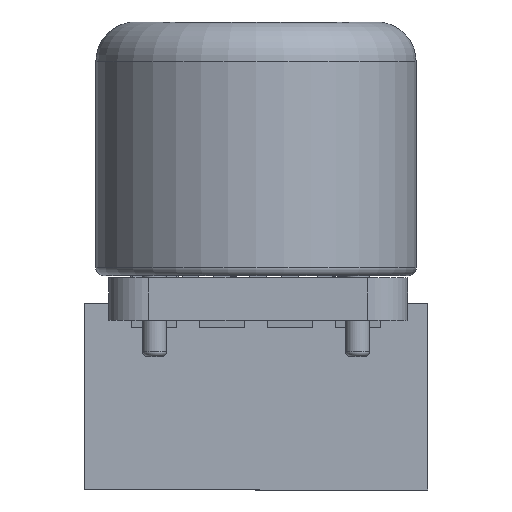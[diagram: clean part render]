
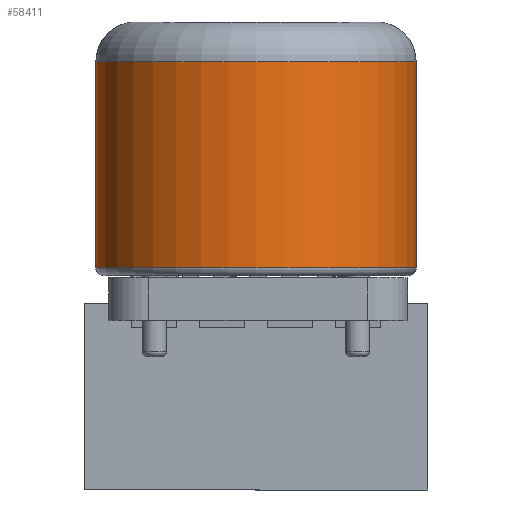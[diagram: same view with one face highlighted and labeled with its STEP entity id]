
A CAD part, front view. The second image highlights one B-rep face of the part: STEP entity #58411.
In plain terms, the highlighted cylindrical face has radius 6 mm (diameter 12 mm), a full revolution.
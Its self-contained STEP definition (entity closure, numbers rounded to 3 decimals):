
#58411 = ADVANCED_FACE('',(#58412),#58425,.T.);
#58412 = FACE_BOUND('',#58413,.T.);
#58413 = EDGE_LOOP('',(#58414,#58448,#58471,#58498));
#58414 = ORIENTED_EDGE('',*,*,#58415,.T.);
#58415 = EDGE_CURVE('',#58416,#58416,#58418,.T.);
#58416 = VERTEX_POINT('',#58417);
#58417 = CARTESIAN_POINT('',(9.8,0.,0.33));
#58418 = SURFACE_CURVE('',#58419,(#58424,#58436),.PCURVE_S1.);
#58419 = CIRCLE('',#58420,6.);
#58420 = AXIS2_PLACEMENT_3D('',#58421,#58422,#58423);
#58421 = CARTESIAN_POINT('',(3.8,0.,0.33));
#58422 = DIRECTION('',(0.,0.,1.));
#58423 = DIRECTION('',(1.,0.,0.));
#58424 = PCURVE('',#58425,#58430);
#58425 = CYLINDRICAL_SURFACE('',#58426,6.);
#58426 = AXIS2_PLACEMENT_3D('',#58427,#58428,#58429);
#58427 = CARTESIAN_POINT('',(3.8,0.,0.03));
#58428 = DIRECTION('',(-0.,-0.,-1.));
#58429 = DIRECTION('',(1.,0.,0.));
#58430 = DEFINITIONAL_REPRESENTATION('',(#58431),#58435);
#58431 = LINE('',#58432,#58433);
#58432 = CARTESIAN_POINT('',(6.283,-0.3));
#58433 = VECTOR('',#58434,1.);
#58434 = DIRECTION('',(-1.,0.));
#58435 = ( GEOMETRIC_REPRESENTATION_CONTEXT(2) 
PARAMETRIC_REPRESENTATION_CONTEXT() REPRESENTATION_CONTEXT('2D SPACE',''
  ) );
#58436 = PCURVE('',#58437,#58442);
#58437 = TOROIDAL_SURFACE('',#58438,5.7,0.3);
#58438 = AXIS2_PLACEMENT_3D('',#58439,#58440,#58441);
#58439 = CARTESIAN_POINT('',(3.8,0.,0.33));
#58440 = DIRECTION('',(0.,0.,-1.));
#58441 = DIRECTION('',(1.,0.,0.));
#58442 = DEFINITIONAL_REPRESENTATION('',(#58443),#58447);
#58443 = LINE('',#58444,#58445);
#58444 = CARTESIAN_POINT('',(6.283,0.));
#58445 = VECTOR('',#58446,1.);
#58446 = DIRECTION('',(-1.,0.));
#58447 = ( GEOMETRIC_REPRESENTATION_CONTEXT(2) 
PARAMETRIC_REPRESENTATION_CONTEXT() REPRESENTATION_CONTEXT('2D SPACE',''
  ) );
#58448 = ORIENTED_EDGE('',*,*,#58449,.T.);
#58449 = EDGE_CURVE('',#58416,#58450,#58452,.T.);
#58450 = VERTEX_POINT('',#58451);
#58451 = CARTESIAN_POINT('',(9.8,0.,8.049));
#58452 = SEAM_CURVE('',#58453,(#58457,#58464),.PCURVE_S1.);
#58453 = LINE('',#58454,#58455);
#58454 = CARTESIAN_POINT('',(9.8,0.,0.03));
#58455 = VECTOR('',#58456,1.);
#58456 = DIRECTION('',(0.,0.,1.));
#58457 = PCURVE('',#58425,#58458);
#58458 = DEFINITIONAL_REPRESENTATION('',(#58459),#58463);
#58459 = LINE('',#58460,#58461);
#58460 = CARTESIAN_POINT('',(0.,0.));
#58461 = VECTOR('',#58462,1.);
#58462 = DIRECTION('',(0.,-1.));
#58463 = ( GEOMETRIC_REPRESENTATION_CONTEXT(2) 
PARAMETRIC_REPRESENTATION_CONTEXT() REPRESENTATION_CONTEXT('2D SPACE',''
  ) );
#58464 = PCURVE('',#58425,#58465);
#58465 = DEFINITIONAL_REPRESENTATION('',(#58466),#58470);
#58466 = LINE('',#58467,#58468);
#58467 = CARTESIAN_POINT('',(6.283,0.));
#58468 = VECTOR('',#58469,1.);
#58469 = DIRECTION('',(0.,-1.));
#58470 = ( GEOMETRIC_REPRESENTATION_CONTEXT(2) 
PARAMETRIC_REPRESENTATION_CONTEXT() REPRESENTATION_CONTEXT('2D SPACE',''
  ) );
#58471 = ORIENTED_EDGE('',*,*,#58472,.F.);
#58472 = EDGE_CURVE('',#58450,#58450,#58473,.T.);
#58473 = SURFACE_CURVE('',#58474,(#58479,#58486),.PCURVE_S1.);
#58474 = CIRCLE('',#58475,6.);
#58475 = AXIS2_PLACEMENT_3D('',#58476,#58477,#58478);
#58476 = CARTESIAN_POINT('',(3.8,0.,8.049));
#58477 = DIRECTION('',(0.,0.,1.));
#58478 = DIRECTION('',(1.,0.,0.));
#58479 = PCURVE('',#58425,#58480);
#58480 = DEFINITIONAL_REPRESENTATION('',(#58481),#58485);
#58481 = LINE('',#58482,#58483);
#58482 = CARTESIAN_POINT('',(6.283,-8.019));
#58483 = VECTOR('',#58484,1.);
#58484 = DIRECTION('',(-1.,0.));
#58485 = ( GEOMETRIC_REPRESENTATION_CONTEXT(2) 
PARAMETRIC_REPRESENTATION_CONTEXT() REPRESENTATION_CONTEXT('2D SPACE',''
  ) );
#58486 = PCURVE('',#58487,#58492);
#58487 = TOROIDAL_SURFACE('',#58488,4.519,1.481);
#58488 = AXIS2_PLACEMENT_3D('',#58489,#58490,#58491);
#58489 = CARTESIAN_POINT('',(3.8,0.,8.049));
#58490 = DIRECTION('',(0.,0.,1.));
#58491 = DIRECTION('',(1.,0.,0.));
#58492 = DEFINITIONAL_REPRESENTATION('',(#58493),#58497);
#58493 = LINE('',#58494,#58495);
#58494 = CARTESIAN_POINT('',(0.,0.));
#58495 = VECTOR('',#58496,1.);
#58496 = DIRECTION('',(1.,0.));
#58497 = ( GEOMETRIC_REPRESENTATION_CONTEXT(2) 
PARAMETRIC_REPRESENTATION_CONTEXT() REPRESENTATION_CONTEXT('2D SPACE',''
  ) );
#58498 = ORIENTED_EDGE('',*,*,#58449,.F.);
